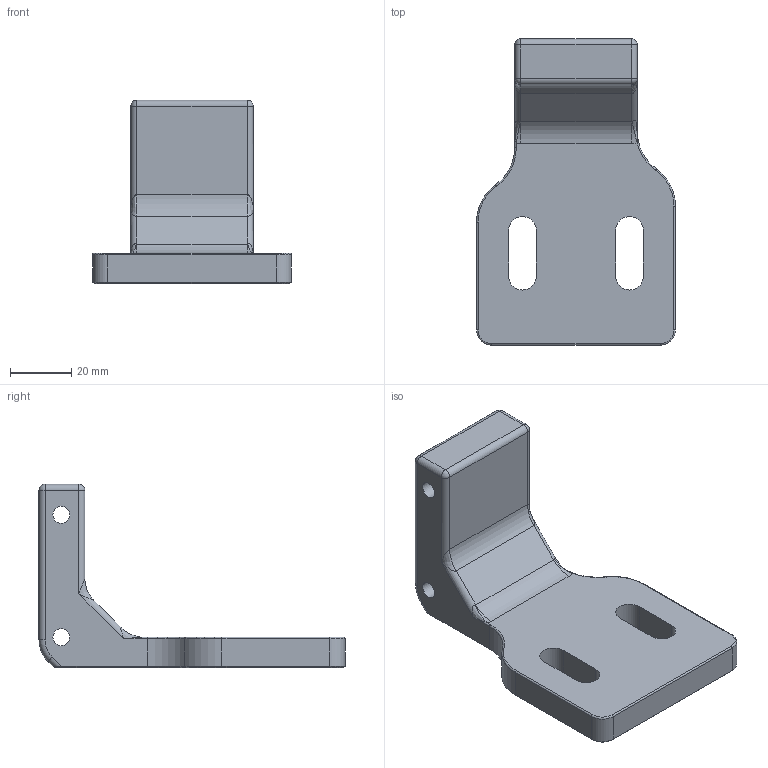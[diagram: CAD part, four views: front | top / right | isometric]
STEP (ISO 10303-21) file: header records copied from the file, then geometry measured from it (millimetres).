
FILE_DESCRIPTION(/* description */ (''),/* implementation_level */ '2;1');
FILE_NAME(/* name */ 'drzak_kamera_static.stp',/* time_stamp */ '2025-03-28T09:00:31+01:00',/* author */ ('lisnik'),/* organization */ (''),/* preprocessor_version */ 'ST-DEVELOPER v19',/* originating_system */ 'Autodesk Inventor 2023',/* authorisation */ '');
FILE_SCHEMA (('AUTOMOTIVE_DESIGN { 1 0 10303 214 3 1 1 }'));
Length unit declared in the file: millimetre
Products named in the file (1): drzak_kamera_static
Bounding box: 65 x 100 x 60 mm (x, y, z)
Volume: 81513.4 mm3; surface area: 20234.4 mm2
Topology: 1 solids, 1 shells, 83 faces, 194 edges, 109 vertices
Faces by surface type: cylinder 32, plane 22, bspline 11, torus 8, cone 6, sphere 4
Full cylindrical faces by diameter (mm): 5.5 x2
Entity records: 2681 total; most frequent: CARTESIAN_POINT 765, DIRECTION 403, ORIENTED_EDGE 380, EDGE_CURVE 190, AXIS2_PLACEMENT_3D 154, VERTEX_POINT 109, LINE 95, VECTOR 95
